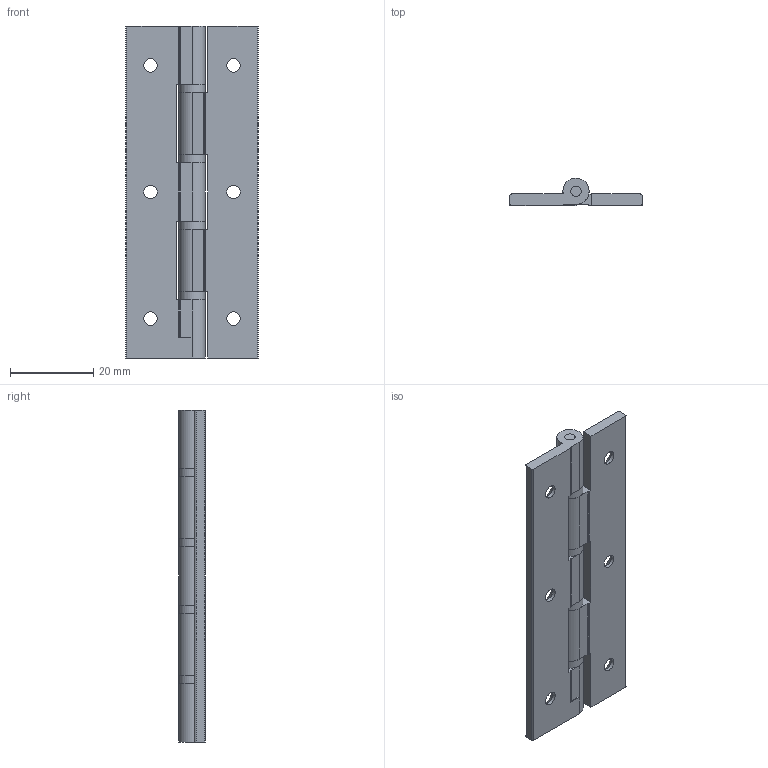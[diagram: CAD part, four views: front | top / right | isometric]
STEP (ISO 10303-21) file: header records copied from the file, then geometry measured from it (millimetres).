
FILE_DESCRIPTION(/* description */ (''),/* implementation_level */ '2;1');
FILE_NAME(/* name */ 'HA8032.stp',/* time_stamp */ '2024-01-27T08:52:49+09:00',/* author */ ('user'),/* organization */ (''),/* preprocessor_version */ 'ST-DEVELOPER v15.6',/* originating_system */ 'Autodesk Inventor 2015',/* authorisation */ '');
FILE_SCHEMA (('AUTOMOTIVE_DESIGN { 1 0 10303 214 3 1 1 }'));
Length unit declared in the file: millimetre
Products named in the file (5): HA8032_L; HA8032_P; HA8032_R; HA8032_W; HA8032
Bounding box: 32 x 6.5 x 80 mm (x, y, z)
Volume: 7751.8 mm3; surface area: 8057.6 mm2
Topology: 7 solids, 7 shells, 85 faces, 212 edges, 141 vertices
Faces by surface type: plane 40, cylinder 39, cone 6
Full cylindrical faces by diameter (mm): 2.5 x10, 3.3 x6, 6.3 x4
Entity records: 2338 total; most frequent: DIRECTION 410, CARTESIAN_POINT 376, ORIENTED_EDGE 336, EDGE_CURVE 168, AXIS2_PLACEMENT_3D 157, VERTEX_POINT 123, EDGE_LOOP 117, LINE 96
